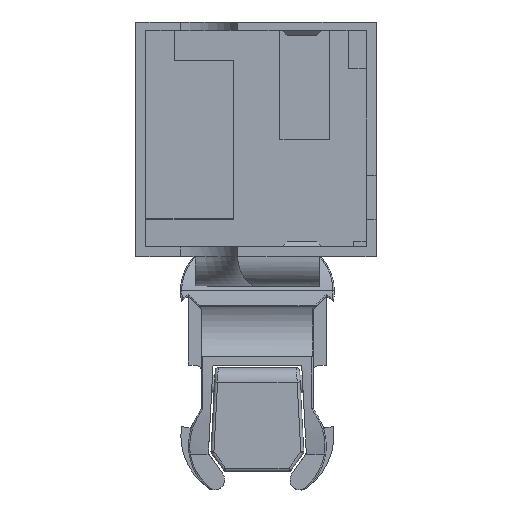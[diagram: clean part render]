
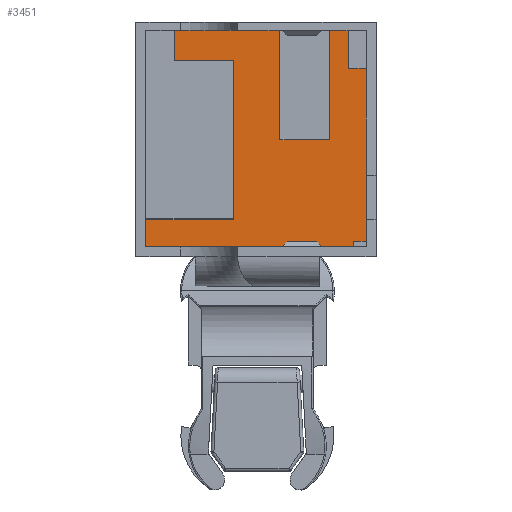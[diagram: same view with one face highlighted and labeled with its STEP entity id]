
A CAD part, top view. The second image highlights one B-rep face of the part: STEP entity #3451.
In plain terms, the highlighted planar face has unit normal (0, 0, 1).
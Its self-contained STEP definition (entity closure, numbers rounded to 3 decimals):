
#124=PLANE('',#3737);
#394=LINE('',#5695,#725);
#396=LINE('',#5699,#727);
#401=LINE('',#5711,#732);
#402=LINE('',#5713,#733);
#403=LINE('',#5715,#734);
#404=LINE('',#5717,#735);
#405=LINE('',#5719,#736);
#406=LINE('',#5721,#737);
#407=LINE('',#5723,#738);
#408=LINE('',#5725,#739);
#409=LINE('',#5727,#740);
#410=LINE('',#5729,#741);
#411=LINE('',#5730,#742);
#412=LINE('',#5732,#743);
#413=LINE('',#5734,#744);
#414=LINE('',#5735,#745);
#725=VECTOR('',#4356,10.);
#727=VECTOR('',#4360,10.);
#732=VECTOR('',#4371,10.);
#733=VECTOR('',#4372,10.);
#734=VECTOR('',#4373,10.);
#735=VECTOR('',#4374,10.);
#736=VECTOR('',#4375,10.);
#737=VECTOR('',#4376,10.);
#738=VECTOR('',#4377,10.);
#739=VECTOR('',#4378,10.);
#740=VECTOR('',#4379,10.);
#741=VECTOR('',#4380,10.);
#742=VECTOR('',#4381,10.);
#743=VECTOR('',#4382,10.);
#744=VECTOR('',#4383,10.);
#745=VECTOR('',#4384,10.);
#1043=FACE_OUTER_BOUND('',#1242,.T.);
#1242=EDGE_LOOP('',(#2735,#2736,#2737,#2738,#2739,#2740,#2741,#2742,#2743,
#2744,#2745,#2746,#2747,#2748,#2749,#2750));
#1621=VERTEX_POINT('',#5692);
#1622=VERTEX_POINT('',#5694);
#1623=VERTEX_POINT('',#5698);
#1626=VERTEX_POINT('',#5709);
#1627=VERTEX_POINT('',#5710);
#1628=VERTEX_POINT('',#5712);
#1629=VERTEX_POINT('',#5714);
#1630=VERTEX_POINT('',#5716);
#1631=VERTEX_POINT('',#5718);
#1632=VERTEX_POINT('',#5720);
#1633=VERTEX_POINT('',#5722);
#1634=VERTEX_POINT('',#5724);
#1635=VERTEX_POINT('',#5726);
#1636=VERTEX_POINT('',#5728);
#1637=VERTEX_POINT('',#5731);
#1638=VERTEX_POINT('',#5733);
#2028=EDGE_CURVE('',#1622,#1621,#394,.T.);
#2030=EDGE_CURVE('',#1623,#1622,#396,.T.);
#2035=EDGE_CURVE('',#1626,#1627,#401,.T.);
#2036=EDGE_CURVE('',#1627,#1628,#402,.T.);
#2037=EDGE_CURVE('',#1628,#1629,#403,.T.);
#2038=EDGE_CURVE('',#1629,#1630,#404,.T.);
#2039=EDGE_CURVE('',#1630,#1631,#405,.T.);
#2040=EDGE_CURVE('',#1631,#1632,#406,.T.);
#2041=EDGE_CURVE('',#1632,#1633,#407,.T.);
#2042=EDGE_CURVE('',#1633,#1634,#408,.T.);
#2043=EDGE_CURVE('',#1634,#1635,#409,.T.);
#2044=EDGE_CURVE('',#1635,#1636,#410,.T.);
#2045=EDGE_CURVE('',#1636,#1623,#411,.T.);
#2046=EDGE_CURVE('',#1621,#1637,#412,.T.);
#2047=EDGE_CURVE('',#1637,#1638,#413,.T.);
#2048=EDGE_CURVE('',#1626,#1638,#414,.F.);
#2735=ORIENTED_EDGE('',*,*,#2035,.T.);
#2736=ORIENTED_EDGE('',*,*,#2036,.T.);
#2737=ORIENTED_EDGE('',*,*,#2037,.T.);
#2738=ORIENTED_EDGE('',*,*,#2038,.T.);
#2739=ORIENTED_EDGE('',*,*,#2039,.T.);
#2740=ORIENTED_EDGE('',*,*,#2040,.T.);
#2741=ORIENTED_EDGE('',*,*,#2041,.T.);
#2742=ORIENTED_EDGE('',*,*,#2042,.T.);
#2743=ORIENTED_EDGE('',*,*,#2043,.T.);
#2744=ORIENTED_EDGE('',*,*,#2044,.T.);
#2745=ORIENTED_EDGE('',*,*,#2045,.T.);
#2746=ORIENTED_EDGE('',*,*,#2030,.T.);
#2747=ORIENTED_EDGE('',*,*,#2028,.T.);
#2748=ORIENTED_EDGE('',*,*,#2046,.T.);
#2749=ORIENTED_EDGE('',*,*,#2047,.T.);
#2750=ORIENTED_EDGE('',*,*,#2048,.F.);
#3451=ADVANCED_FACE('',(#1043),#124,.F.);
#3737=AXIS2_PLACEMENT_3D('',#5708,#4369,#4370);
#4356=DIRECTION('',(1.,0.,0.));
#4360=DIRECTION('',(0.,-1.,0.));
#4369=DIRECTION('center_axis',(0.,0.,
-1.));
#4370=DIRECTION('ref_axis',(0.,1.,0.));
#4371=DIRECTION('',(-1.,0.,0.));
#4372=DIRECTION('',(0.,1.,0.));
#4373=DIRECTION('',(-1.,0.,0.));
#4374=DIRECTION('',(0.,-1.,0.));
#4375=DIRECTION('',(-1.,0.,0.));
#4376=DIRECTION('',(0.,1.,0.));
#4377=DIRECTION('',(-1.,0.,0.));
#4378=DIRECTION('',(0.,-1.,0.));
#4379=DIRECTION('',(1.,0.,0.));
#4380=DIRECTION('',(0.,-1.,0.));
#4381=DIRECTION('',(-1.,0.,0.));
#4382=DIRECTION('',(0.,1.,0.));
#4383=DIRECTION('',(1.,0.,0.));
#4384=DIRECTION('',(0.,1.,0.));
#5692=CARTESIAN_POINT('',(20.036,35.994,1.121));
#5694=CARTESIAN_POINT('',(-21.988,35.994,1.121));
#5695=CARTESIAN_POINT('',(11.396,35.994,1.121));
#5698=CARTESIAN_POINT('',(-21.988,41.635,1.121));
#5699=CARTESIAN_POINT('',(-21.988,46.979,1.121));
#5708=CARTESIAN_POINT('Origin',(0.302,57.864,1.121));
#5709=CARTESIAN_POINT('',(22.591,72.142,1.121));
#5710=CARTESIAN_POINT('',(19.036,72.142,1.121));
#5711=CARTESIAN_POINT('',(9.669,72.142,1.121));
#5712=CARTESIAN_POINT('',(19.036,79.735,1.121));
#5713=CARTESIAN_POINT('',(19.036,68.75,1.121));
#5714=CARTESIAN_POINT('',(15.147,79.735,1.121));
#5715=CARTESIAN_POINT('',(-10.793,79.735,1.121));
#5716=CARTESIAN_POINT('',(15.147,57.635,1.121));
#5717=CARTESIAN_POINT('',(15.147,57.75,1.121));
#5718=CARTESIAN_POINT('',(5.147,57.635,1.121));
#5719=CARTESIAN_POINT('',(2.724,57.635,1.121));
#5720=CARTESIAN_POINT('',(5.147,79.735,1.121));
#5721=CARTESIAN_POINT('',(5.147,68.75,1.121));
#5722=CARTESIAN_POINT('',(-16.24,79.735,1.121));
#5723=CARTESIAN_POINT('',(-10.793,79.735,1.121));
#5724=CARTESIAN_POINT('',(-16.24,73.635,1.121));
#5725=CARTESIAN_POINT('',(-16.24,65.75,1.121));
#5726=CARTESIAN_POINT('',(-4.24,73.635,1.121));
#5727=CARTESIAN_POINT('',(-1.969,73.635,1.121));
#5728=CARTESIAN_POINT('',(-4.24,41.635,1.121));
#5729=CARTESIAN_POINT('',(-4.24,49.75,1.121));
#5730=CARTESIAN_POINT('',(-10.793,41.635,1.121));
#5731=CARTESIAN_POINT('',(20.036,37.142,1.121));
#5732=CARTESIAN_POINT('',(20.036,50.003,1.121));
#5733=CARTESIAN_POINT('',(22.591,37.142,1.121));
#5734=CARTESIAN_POINT('',(11.396,37.142,1.121));
#5735=CARTESIAN_POINT('',(22.591,68.75,1.121));
